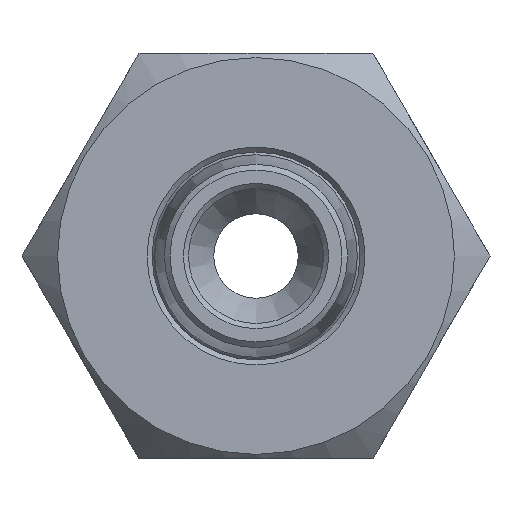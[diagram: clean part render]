
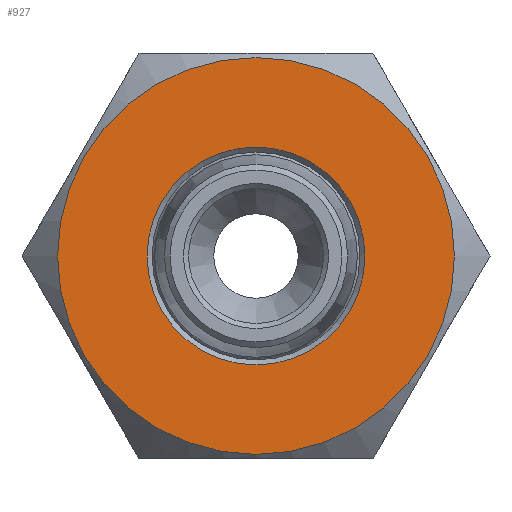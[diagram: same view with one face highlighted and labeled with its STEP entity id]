
A CAD part, left-side view. The second image highlights one B-rep face of the part: STEP entity #927.
In plain terms, the highlighted planar face has unit normal (-1, 0, 0).
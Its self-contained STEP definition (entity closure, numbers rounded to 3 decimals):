
#45=FACE_BOUND('',#160,.T.);
#71=PLANE('',#1074);
#95=FACE_OUTER_BOUND('',#159,.T.);
#159=EDGE_LOOP('',(#671));
#160=EDGE_LOOP('',(#672));
#316=CIRCLE('',#1055,11.75);
#323=CIRCLE('',#1069,6.45);
#411=VERTEX_POINT('',#1600);
#418=VERTEX_POINT('',#1633);
#497=EDGE_CURVE('',#411,#411,#316,.T.);
#511=EDGE_CURVE('',#418,#418,#323,.T.);
#671=ORIENTED_EDGE('',*,*,#497,.T.);
#672=ORIENTED_EDGE('',*,*,#511,.F.);
#927=ADVANCED_FACE('',(#95,#45),#71,.F.);
#1055=AXIS2_PLACEMENT_3D('',#1602,#1216,#1217);
#1069=AXIS2_PLACEMENT_3D('',#1634,#1249,#1250);
#1074=AXIS2_PLACEMENT_3D('',#1644,#1261,#1262);
#1216=DIRECTION('center_axis',(-1.,0.,0.));
#1217=DIRECTION('ref_axis',(0.,1.,0.));
#1249=DIRECTION('center_axis',(-1.,0.,0.));
#1250=DIRECTION('ref_axis',(0.,0.,-1.));
#1261=DIRECTION('center_axis',(1.,0.,0.));
#1262=DIRECTION('ref_axis',(0.,0.,-1.));
#1600=CARTESIAN_POINT('',(0.,-11.75,0.));
#1602=CARTESIAN_POINT('Origin',(0.,0.,0.));
#1633=CARTESIAN_POINT('',(0.,0.,6.45));
#1634=CARTESIAN_POINT('Origin',(0.,0.,0.));
#1644=CARTESIAN_POINT('Origin',(0.,0.,0.));
